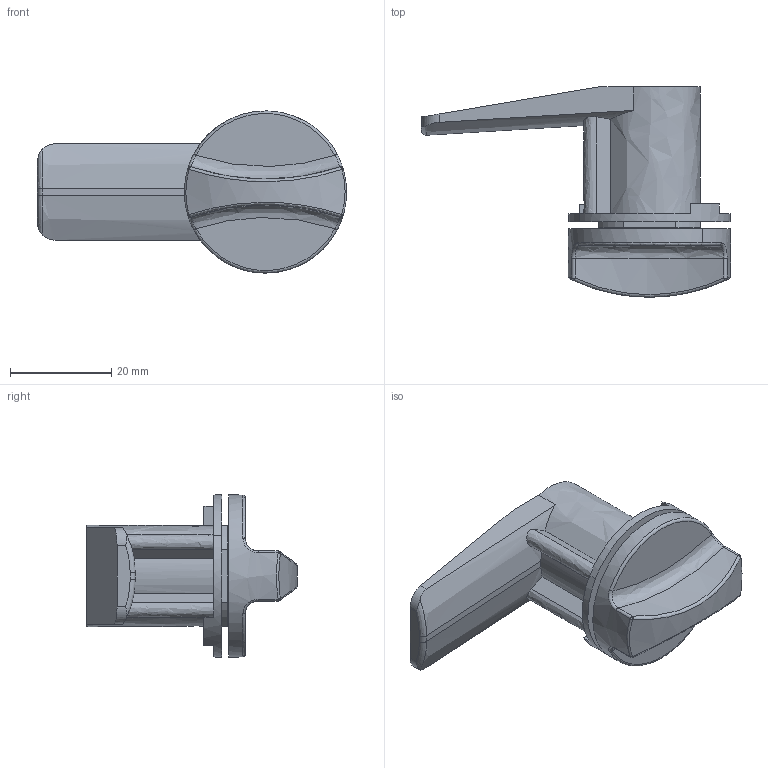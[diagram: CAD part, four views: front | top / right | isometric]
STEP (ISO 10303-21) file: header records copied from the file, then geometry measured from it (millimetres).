
FILE_DESCRIPTION((''),'2;1');
FILE_NAME('','2006-11-07T16:19:02',(''),(''),'','CADfix','');
FILE_SCHEMA(('AUTOMOTIVE_DESIGN'));
Length unit declared in the file: millimetre
Products named in the file (4): knob; cam; base; TEA_1000_U349_6113_36
Assembly tree (3 placements, depth 2):
  TEA_1000_U349_6113_36
    knob
    cam
    base
Bounding box: 61 x 41.49 x 32 mm (x, y, z)
Volume: 17257.6 mm3; surface area: 10558.4 mm2
Topology: 3 solids, 3 shells, 116 faces, 298 edges, 191 vertices
Faces by surface type: bspline 116
Entity records: 5043 total; most frequent: CARTESIAN_POINT 3233, ORIENTED_EDGE 596, EDGE_CURVE 298, VERTEX_POINT 191, QUASI_UNIFORM_CURVE 165, EDGE_LOOP 123, FACE_OUTER_BOUND 116, ADVANCED_FACE 116
